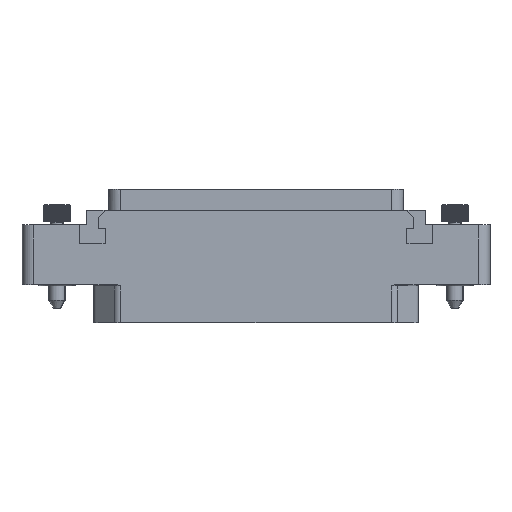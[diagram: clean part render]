
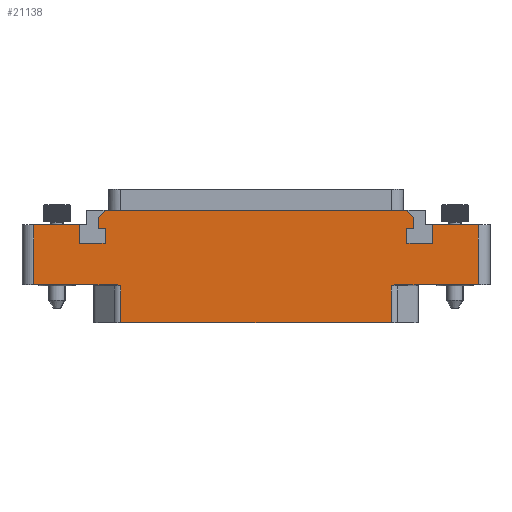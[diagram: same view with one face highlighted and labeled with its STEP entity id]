
A CAD part, top view. The second image highlights one B-rep face of the part: STEP entity #21138.
In plain terms, the highlighted planar face has unit normal (0, 0, 1).
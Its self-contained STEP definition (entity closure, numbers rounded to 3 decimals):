
#2585=DIRECTION('',(-1.,0.,0.));
#2586=VECTOR('',#2585,46.236);
#2587=CARTESIAN_POINT('',(23.118,-6.5,7.));
#2588=LINE('',#2587,#2586);
#2680=DIRECTION('',(1.,0.,0.));
#2681=VECTOR('',#2680,14.082);
#2682=CARTESIAN_POINT('',(-38.,0.,7.));
#2683=LINE('',#2682,#2681);
#2746=DIRECTION('',(0.,-1.,0.));
#2747=VECTOR('',#2746,10.25);
#2748=CARTESIAN_POINT('',(-38.,10.25,7.));
#2749=LINE('',#2748,#2747);
#2764=DIRECTION('',(1.,0.,0.));
#2765=VECTOR('',#2764,7.8);
#2766=CARTESIAN_POINT('',(-38.,10.25,7.));
#2767=LINE('',#2766,#2765);
#2768=DIRECTION('',(0.,-1.,0.));
#2769=VECTOR('',#2768,3.2);
#2770=CARTESIAN_POINT('',(-30.2,10.25,7.));
#2771=LINE('',#2770,#2769);
#2772=DIRECTION('',(1.,0.,0.));
#2773=VECTOR('',#2772,4.4);
#2774=CARTESIAN_POINT('',(-30.2,7.05,7.));
#2775=LINE('',#2774,#2773);
#2776=DIRECTION('',(0.,1.,0.));
#2777=VECTOR('',#2776,2.6);
#2778=CARTESIAN_POINT('',(-25.8,7.05,7.));
#2779=LINE('',#2778,#2777);
#2780=DIRECTION('',(-1.,0.,0.));
#2781=VECTOR('',#2780,1.2);
#2782=CARTESIAN_POINT('',(-25.8,9.65,7.));
#2783=LINE('',#2782,#2781);
#2784=DIRECTION('',(0.,-1.,0.));
#2785=VECTOR('',#2784,1.9);
#2786=CARTESIAN_POINT('',(-27.,11.55,7.));
#2787=LINE('',#2786,#2785);
#2788=DIRECTION('',(1.,0.,0.));
#2789=VECTOR('',#2788,51.6);
#2790=CARTESIAN_POINT('',(-25.8,12.75,7.));
#2791=LINE('',#2790,#2789);
#2792=DIRECTION('',(0.,-1.,0.));
#2793=VECTOR('',#2792,1.9);
#2794=CARTESIAN_POINT('',(27.,11.55,7.));
#2795=LINE('',#2794,#2793);
#2796=DIRECTION('',(-1.,0.,0.));
#2797=VECTOR('',#2796,1.2);
#2798=CARTESIAN_POINT('',(27.,9.65,7.));
#2799=LINE('',#2798,#2797);
#2800=DIRECTION('',(0.,-1.,0.));
#2801=VECTOR('',#2800,2.6);
#2802=CARTESIAN_POINT('',(25.8,9.65,7.));
#2803=LINE('',#2802,#2801);
#2804=DIRECTION('',(1.,0.,0.));
#2805=VECTOR('',#2804,4.4);
#2806=CARTESIAN_POINT('',(25.8,7.05,7.));
#2807=LINE('',#2806,#2805);
#2808=DIRECTION('',(0.,1.,0.));
#2809=VECTOR('',#2808,3.2);
#2810=CARTESIAN_POINT('',(30.2,7.05,7.));
#2811=LINE('',#2810,#2809);
#2812=DIRECTION('',(1.,0.,0.));
#2813=VECTOR('',#2812,7.8);
#2814=CARTESIAN_POINT('',(30.2,10.25,7.));
#2815=LINE('',#2814,#2813);
#2816=DIRECTION('',(1.,0.,0.));
#2817=VECTOR('',#2816,14.082);
#2818=CARTESIAN_POINT('',(23.918,0.,7.));
#2819=LINE('',#2818,#2817);
#2850=CARTESIAN_POINT('',(23.118,-0.2,7.));
#2851=CARTESIAN_POINT('',(23.14,-0.192,7.));
#2852=CARTESIAN_POINT('',(23.184,-0.176,7.));
#2853=CARTESIAN_POINT('',(23.251,-0.152,7.));
#2854=CARTESIAN_POINT('',(23.318,-0.128,7.));
#2855=CARTESIAN_POINT('',(23.385,-0.106,7.));
#2856=CARTESIAN_POINT('',(23.451,-0.085,7.));
#2857=CARTESIAN_POINT('',(23.515,-0.066,7.));
#2858=CARTESIAN_POINT('',(23.577,-0.049,7.));
#2859=CARTESIAN_POINT('',(23.636,-0.035,7.));
#2860=CARTESIAN_POINT('',(23.688,-0.024,7.));
#2861=CARTESIAN_POINT('',(23.734,-0.016,7.));
#2862=CARTESIAN_POINT('',(23.776,-0.01,7.));
#2863=CARTESIAN_POINT('',(23.814,-0.005,7.));
#2864=CARTESIAN_POINT('',(23.85,-0.002,7.));
#2865=CARTESIAN_POINT('',(23.884,0.,7.));
#2866=CARTESIAN_POINT('',(23.907,0.,7.));
#2867=CARTESIAN_POINT('',(23.918,0.,7.));
#2883=DIRECTION('',(0.,1.,0.));
#2884=VECTOR('',#2883,6.3);
#2885=CARTESIAN_POINT('',(23.118,-6.5,7.));
#2886=LINE('',#2885,#2884);
#2928=DIRECTION('',(0.,1.,0.));
#2929=VECTOR('',#2928,10.25);
#2930=CARTESIAN_POINT('',(38.,0.,7.));
#2931=LINE('',#2930,#2929);
#4675=DIRECTION('',(0.,1.,0.));
#4676=VECTOR('',#4675,6.3);
#4677=CARTESIAN_POINT('',(-23.118,-6.5,7.));
#4678=LINE('',#4677,#4676);
#4703=CARTESIAN_POINT('',(-23.918,0.,7.));
#4704=CARTESIAN_POINT('',(-23.907,0.,7.));
#4705=CARTESIAN_POINT('',(-23.884,0.,7.));
#4706=CARTESIAN_POINT('',(-23.85,-0.002,7.));
#4707=CARTESIAN_POINT('',(-23.814,-0.005,7.));
#4708=CARTESIAN_POINT('',(-23.776,-0.01,7.));
#4709=CARTESIAN_POINT('',(-23.734,-0.016,7.));
#4710=CARTESIAN_POINT('',(-23.688,-0.024,7.));
#4711=CARTESIAN_POINT('',(-23.636,-0.035,7.));
#4712=CARTESIAN_POINT('',(-23.577,-0.049,7.));
#4713=CARTESIAN_POINT('',(-23.515,-0.066,7.));
#4714=CARTESIAN_POINT('',(-23.451,-0.085,7.));
#4715=CARTESIAN_POINT('',(-23.385,-0.106,7.));
#4716=CARTESIAN_POINT('',(-23.318,-0.128,7.));
#4717=CARTESIAN_POINT('',(-23.251,-0.152,7.));
#4718=CARTESIAN_POINT('',(-23.184,-0.176,7.));
#4719=CARTESIAN_POINT('',(-23.14,-0.192,7.));
#4720=CARTESIAN_POINT('',(-23.118,-0.2,7.));
#4870=DIRECTION('',(-0.707,-0.707,0.));
#4871=VECTOR('',#4870,1.697);
#4872=CARTESIAN_POINT('',(-25.8,12.75,7.));
#4873=LINE('',#4872,#4871);
#4910=DIRECTION('',(0.707,-0.707,0.));
#4911=VECTOR('',#4910,1.697);
#4912=CARTESIAN_POINT('',(25.8,12.75,7.));
#4913=LINE('',#4912,#4911);
#15172=CARTESIAN_POINT('',(-30.2,10.25,7.));
#15173=CARTESIAN_POINT('',(-30.2,7.05,7.));
#15174=VERTEX_POINT('',#15172);
#15175=VERTEX_POINT('',#15173);
#15176=CARTESIAN_POINT('',(-25.8,7.05,7.));
#15177=VERTEX_POINT('',#15176);
#15178=CARTESIAN_POINT('',(-25.8,9.65,7.));
#15179=VERTEX_POINT('',#15178);
#15180=CARTESIAN_POINT('',(-27.,9.65,7.));
#15181=VERTEX_POINT('',#15180);
#15182=CARTESIAN_POINT('',(27.,9.65,7.));
#15183=CARTESIAN_POINT('',(25.8,9.65,7.));
#15184=VERTEX_POINT('',#15182);
#15185=VERTEX_POINT('',#15183);
#15186=CARTESIAN_POINT('',(25.8,7.05,7.));
#15187=VERTEX_POINT('',#15186);
#15188=CARTESIAN_POINT('',(30.2,7.05,7.));
#15189=VERTEX_POINT('',#15188);
#15190=CARTESIAN_POINT('',(30.2,10.25,7.));
#15191=VERTEX_POINT('',#15190);
#15196=CARTESIAN_POINT('',(-25.8,12.75,7.));
#15198=VERTEX_POINT('',#15196);
#15200=CARTESIAN_POINT('',(-27.,11.55,7.));
#15202=VERTEX_POINT('',#15200);
#15204=CARTESIAN_POINT('',(25.8,12.75,7.));
#15206=VERTEX_POINT('',#15204);
#15208=CARTESIAN_POINT('',(27.,11.55,7.));
#15210=VERTEX_POINT('',#15208);
#15300=CARTESIAN_POINT('',(38.,0.,7.));
#15301=CARTESIAN_POINT('',(38.,10.25,7.));
#15302=VERTEX_POINT('',#15300);
#15303=VERTEX_POINT('',#15301);
#15308=CARTESIAN_POINT('',(-38.,10.25,7.));
#15309=CARTESIAN_POINT('',(-38.,0.,7.));
#15310=VERTEX_POINT('',#15308);
#15311=VERTEX_POINT('',#15309);
#15517=CARTESIAN_POINT('',(23.118,-6.5,7.));
#15519=VERTEX_POINT('',#15517);
#15520=CARTESIAN_POINT('',(-23.118,-6.5,7.));
#15522=VERTEX_POINT('',#15520);
#15584=CARTESIAN_POINT('',(-23.118,-0.2,7.));
#15585=VERTEX_POINT('',#15584);
#15586=CARTESIAN_POINT('',(-23.918,0.,7.));
#15587=VERTEX_POINT('',#15586);
#15588=CARTESIAN_POINT('',(23.118,-0.2,7.));
#15590=VERTEX_POINT('',#15588);
#15592=CARTESIAN_POINT('',(23.918,0.,7.));
#15594=VERTEX_POINT('',#15592);
#21089=CARTESIAN_POINT('',(0.,0.,7.));
#21090=DIRECTION('',(0.,0.,-1.));
#21091=DIRECTION('',(-1.,0.,0.));
#21092=AXIS2_PLACEMENT_3D('',#21089,#21090,#21091);
#21093=PLANE('',#21092);
#21095=ORIENTED_EDGE('',*,*,#21094,.F.);
#21097=ORIENTED_EDGE('',*,*,#21096,.F.);
#21099=ORIENTED_EDGE('',*,*,#21098,.F.);
#21100=ORIENTED_EDGE('',*,*,#20909,.T.);
#21102=ORIENTED_EDGE('',*,*,#21101,.T.);
#21104=ORIENTED_EDGE('',*,*,#21103,.F.);
#21105=ORIENTED_EDGE('',*,*,#20996,.F.);
#21106=ORIENTED_EDGE('',*,*,#21080,.F.);
#21107=ORIENTED_EDGE('',*,*,#21044,.T.);
#21109=ORIENTED_EDGE('',*,*,#21108,.T.);
#21111=ORIENTED_EDGE('',*,*,#21110,.T.);
#21113=ORIENTED_EDGE('',*,*,#21112,.T.);
#21115=ORIENTED_EDGE('',*,*,#21114,.T.);
#21117=ORIENTED_EDGE('',*,*,#21116,.F.);
#21119=ORIENTED_EDGE('',*,*,#21118,.F.);
#21120=ORIENTED_EDGE('',*,*,#20650,.T.);
#21122=ORIENTED_EDGE('',*,*,#21121,.T.);
#21124=ORIENTED_EDGE('',*,*,#21123,.T.);
#21126=ORIENTED_EDGE('',*,*,#21125,.T.);
#21128=ORIENTED_EDGE('',*,*,#21127,.T.);
#21130=ORIENTED_EDGE('',*,*,#21129,.T.);
#21132=ORIENTED_EDGE('',*,*,#21131,.T.);
#21133=ORIENTED_EDGE('',*,*,#20724,.T.);
#21135=ORIENTED_EDGE('',*,*,#21134,.F.);
#21136=EDGE_LOOP('',(#21095,#21097,#21099,#21100,#21102,#21104,#21105,#21106,
#21107,#21109,#21111,#21113,#21115,#21117,#21119,#21120,#21122,#21124,#21126,
#21128,#21130,#21132,#21133,#21135));
#21137=FACE_OUTER_BOUND('',#21136,.F.);
#21138=ADVANCED_FACE('',(#21137),#21093,.F.);
#2868=B_SPLINE_CURVE_WITH_KNOTS('',3,(#2850,#2851,#2852,#2853,#2854,#2855,#2856,
#2857,#2858,#2859,#2860,#2861,#2862,#2863,#2864,#2865,#2866,#2867),
.UNSPECIFIED.,.F.,.F.,(4,1,1,1,1,1,1,1,1,1,1,1,1,1,1,4),(0.,0.067,
0.133,0.2,0.267,0.333,0.4,
0.467,0.533,0.6,0.667,0.733,
0.8,0.867,0.933,1.),.UNSPECIFIED.);
#4721=B_SPLINE_CURVE_WITH_KNOTS('',3,(#4703,#4704,#4705,#4706,#4707,#4708,#4709,
#4710,#4711,#4712,#4713,#4714,#4715,#4716,#4717,#4718,#4719,#4720),
.UNSPECIFIED.,.F.,.F.,(4,1,1,1,1,1,1,1,1,1,1,1,1,1,1,4),(0.,0.067,
0.133,0.2,0.267,0.333,0.4,
0.467,0.533,0.6,0.667,0.733,
0.8,0.867,0.933,1.),.UNSPECIFIED.);
#20650=EDGE_CURVE('',#15198,#15206,#2791,.T.);
#20724=EDGE_CURVE('',#15191,#15303,#2815,.T.);
#20909=EDGE_CURVE('',#15519,#15522,#2588,.T.);
#20996=EDGE_CURVE('',#15311,#15587,#2683,.T.);
#21044=EDGE_CURVE('',#15310,#15174,#2767,.T.);
#21080=EDGE_CURVE('',#15310,#15311,#2749,.T.);
#21094=EDGE_CURVE('',#15594,#15302,#2819,.T.);
#21096=EDGE_CURVE('',#15590,#15594,#2868,.T.);
#21098=EDGE_CURVE('',#15519,#15590,#2886,.T.);
#21101=EDGE_CURVE('',#15522,#15585,#4678,.T.);
#21103=EDGE_CURVE('',#15587,#15585,#4721,.T.);
#21108=EDGE_CURVE('',#15174,#15175,#2771,.T.);
#21110=EDGE_CURVE('',#15175,#15177,#2775,.T.);
#21112=EDGE_CURVE('',#15177,#15179,#2779,.T.);
#21114=EDGE_CURVE('',#15179,#15181,#2783,.T.);
#21116=EDGE_CURVE('',#15202,#15181,#2787,.T.);
#21118=EDGE_CURVE('',#15198,#15202,#4873,.T.);
#21121=EDGE_CURVE('',#15206,#15210,#4913,.T.);
#21123=EDGE_CURVE('',#15210,#15184,#2795,.T.);
#21125=EDGE_CURVE('',#15184,#15185,#2799,.T.);
#21127=EDGE_CURVE('',#15185,#15187,#2803,.T.);
#21129=EDGE_CURVE('',#15187,#15189,#2807,.T.);
#21131=EDGE_CURVE('',#15189,#15191,#2811,.T.);
#21134=EDGE_CURVE('',#15302,#15303,#2931,.T.);
